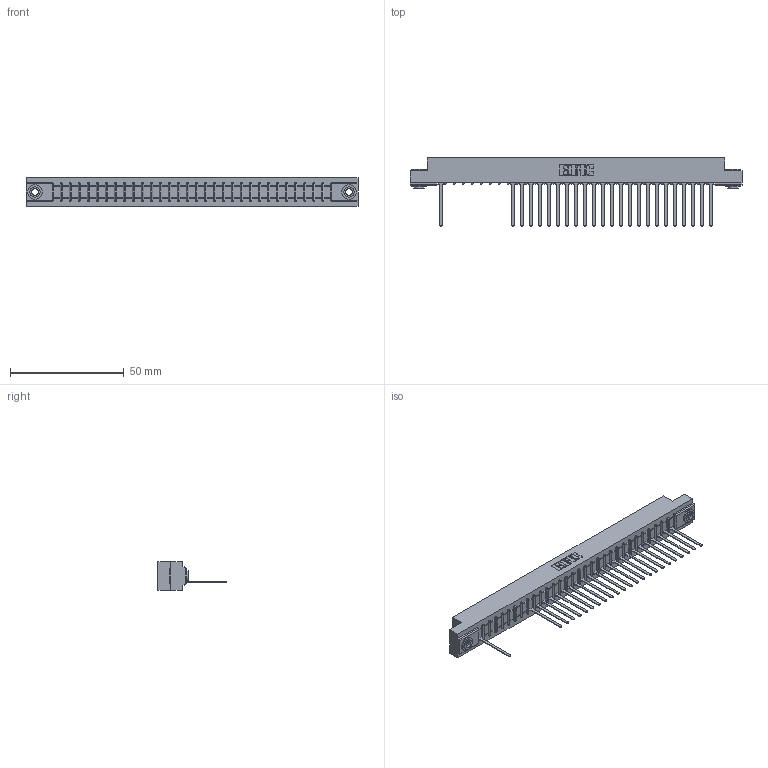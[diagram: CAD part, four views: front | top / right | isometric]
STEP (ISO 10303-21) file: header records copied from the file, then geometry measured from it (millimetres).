
FILE_DESCRIPTION (( 'STEP AP203' ), '1' );
FILE_NAME ('307-031-545-103.STEP', '2018-08-04T20:22:30', ( '' ), ( '' ), 'SwSTEP 2.0', 'SolidWorks 2016', '' );
FILE_SCHEMA (( 'CONFIG_CONTROL_DESIGN' ));
Length unit declared in the file: inch
Products named in the file (4): 307 Part_.156 Dia Mounting Holes; 307-290-001_545; 345-250-002_345-250-002-102; 307-031-545-103
Assembly tree (27 placements, depth 2):
  307-031-545-103
    307 Part_.156 Dia Mounting Holes
    307-290-001_545  x24
    345-250-002_345-250-002-102  x2
Bounding box: 145.85 x 30 x 12.7 mm (x, y, z)
Volume: 15075.5 mm3; surface area: 16051.7 mm2
Topology: 27 solids, 27 shells, 1686 faces, 4771 edges, 3058 vertices
Faces by surface type: plane 1066, cylinder 548, sphere 64, cone 8
Entity records: 28741 total; most frequent: CARTESIAN_POINT 4846, ORIENTED_EDGE 4830, DIRECTION 4727, EDGE_CURVE 2415, VECTOR 1841, LINE 1841, VERTEX_POINT 1562, AXIS2_PLACEMENT_3D 1443
